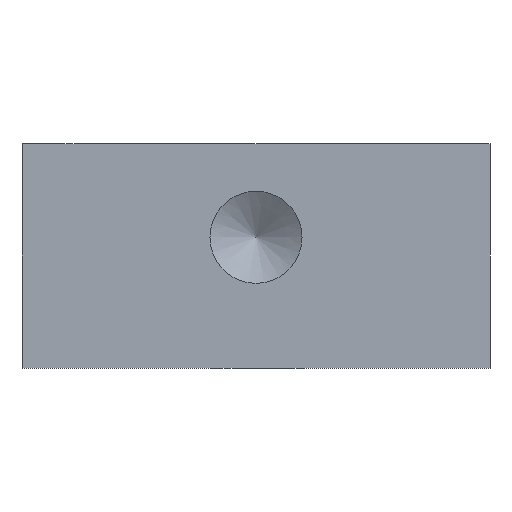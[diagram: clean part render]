
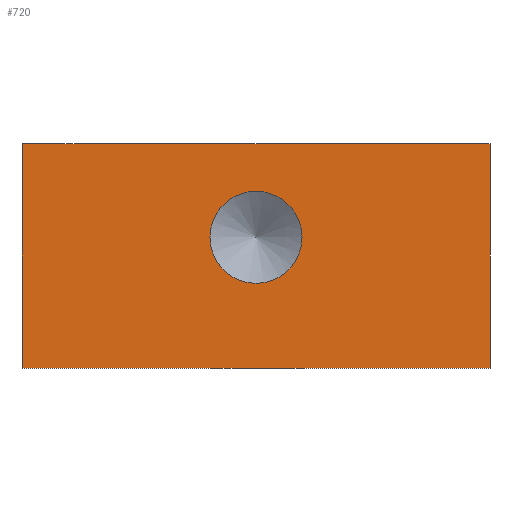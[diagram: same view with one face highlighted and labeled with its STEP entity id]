
A CAD part, front view. The second image highlights one B-rep face of the part: STEP entity #720.
In plain terms, the highlighted planar face has unit normal (0, -1, 0).
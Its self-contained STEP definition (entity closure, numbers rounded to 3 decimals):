
#22=FACE_BOUND('',#120,.T.);
#41=PLANE('',#806);
#78=FACE_OUTER_BOUND('',#119,.T.);
#119=EDGE_LOOP('',(#660,#661,#662,#663));
#120=EDGE_LOOP('',(#664));
#150=LINE('',#1099,#220);
#192=LINE('',#1240,#262);
#194=LINE('',#1244,#264);
#195=LINE('',#1246,#265);
#220=VECTOR('',#862,10.);
#262=VECTOR('',#1002,10.);
#264=VECTOR('',#1006,10.);
#265=VECTOR('',#1009,10.);
#281=CIRCLE('',#775,2.459);
#321=VERTEX_POINT('',#1096);
#322=VERTEX_POINT('',#1098);
#343=VERTEX_POINT('',#1169);
#362=VERTEX_POINT('',#1238);
#363=VERTEX_POINT('',#1242);
#397=EDGE_CURVE('',#321,#322,#150,.T.);
#427=EDGE_CURVE('',#343,#343,#281,.T.);
#462=EDGE_CURVE('',#362,#321,#192,.T.);
#464=EDGE_CURVE('',#363,#322,#194,.T.);
#465=EDGE_CURVE('',#362,#363,#195,.T.);
#660=ORIENTED_EDGE('',*,*,#465,.T.);
#661=ORIENTED_EDGE('',*,*,#464,.T.);
#662=ORIENTED_EDGE('',*,*,#397,.F.);
#663=ORIENTED_EDGE('',*,*,#462,.F.);
#664=ORIENTED_EDGE('',*,*,#427,.T.);
#720=ADVANCED_FACE('',(#78,#22),#41,.T.);
#775=AXIS2_PLACEMENT_3D('',#1170,#921,#922);
#806=AXIS2_PLACEMENT_3D('',#1245,#1007,#1008);
#862=DIRECTION('',(1.,0.,0.));
#921=DIRECTION('center_axis',(0.,1.,0.));
#922=DIRECTION('ref_axis',(1.,0.,0.));
#1002=DIRECTION('',(0.,0.,1.));
#1006=DIRECTION('',(0.,0.,1.));
#1007=DIRECTION('center_axis',(0.,-1.,0.));
#1008=DIRECTION('ref_axis',(1.,0.,0.));
#1009=DIRECTION('',(1.,0.,0.));
#1096=CARTESIAN_POINT('',(-12.5,-22.5,12.));
#1098=CARTESIAN_POINT('',(12.5,-22.5,12.));
#1099=CARTESIAN_POINT('',(-12.5,-22.5,12.));
#1169=CARTESIAN_POINT('',(-2.459,-22.5,7.));
#1170=CARTESIAN_POINT('Origin',(0.,-22.5,7.));
#1238=CARTESIAN_POINT('',(-12.5,-22.5,0.));
#1240=CARTESIAN_POINT('',(-12.5,-22.5,0.));
#1242=CARTESIAN_POINT('',(12.5,-22.5,0.));
#1244=CARTESIAN_POINT('',(12.5,-22.5,0.));
#1245=CARTESIAN_POINT('Origin',(-12.5,-22.5,0.));
#1246=CARTESIAN_POINT('',(-12.5,-22.5,0.));
